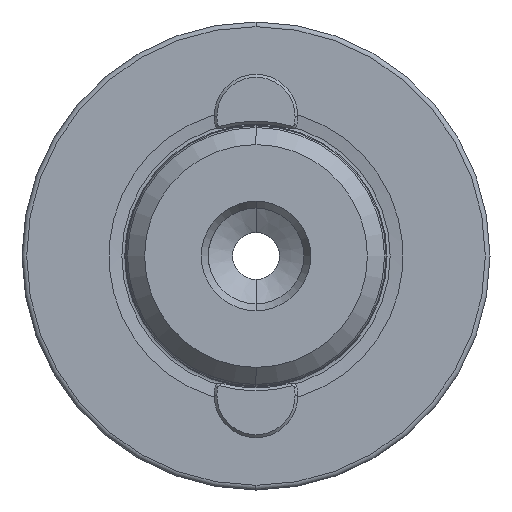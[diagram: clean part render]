
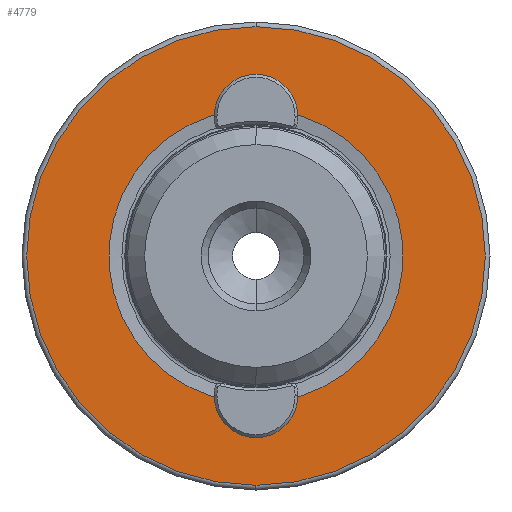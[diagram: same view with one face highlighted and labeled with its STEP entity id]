
A CAD part, left-side view. The second image highlights one B-rep face of the part: STEP entity #4779.
In plain terms, the highlighted planar face has unit normal (-1, 0, 0).
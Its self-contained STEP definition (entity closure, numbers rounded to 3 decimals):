
#127 = CARTESIAN_POINT ( 'NONE',  ( 0., 2.118, -15.572 ) ) ;
#175 = DIRECTION ( 'NONE',  ( 0., 0., 1. ) ) ;
#242 = DIRECTION ( 'NONE',  ( -1., 0., 0. ) ) ;
#257 = CARTESIAN_POINT ( 'NONE',  ( 0., 0., 0. ) ) ;
#493 = CIRCLE ( 'NONE', #1553, 2.5 ) ;
#580 = CARTESIAN_POINT ( 'NONE',  ( 0., 2.118, 15.572 ) ) ;
#635 = VERTEX_POINT ( 'NONE', #679 ) ;
#664 = DIRECTION ( 'NONE',  ( 0., 0., 1. ) ) ;
#679 = CARTESIAN_POINT ( 'NONE',  ( 0., 0., -24.5 ) ) ;
#717 = DIRECTION ( 'NONE',  ( -1., 0., 0. ) ) ;
#744 = CARTESIAN_POINT ( 'NONE',  ( 0., -2.118, -15.572 ) ) ;
#750 = ORIENTED_EDGE ( 'NONE', *, *, #4422, .F. ) ;
#760 = CARTESIAN_POINT ( 'NONE',  ( 0., 0., -16.9 ) ) ;
#805 = ORIENTED_EDGE ( 'NONE', *, *, #4552, .F. ) ;
#832 = CIRCLE ( 'NONE', #2427, 2.5 ) ;
#834 = DIRECTION ( 'NONE',  ( 0., 0., 1. ) ) ;
#849 = DIRECTION ( 'NONE',  ( -1., 0., 0. ) ) ;
#855 = ORIENTED_EDGE ( 'NONE', *, *, #2322, .F. ) ;
#867 = ORIENTED_EDGE ( 'NONE', *, *, #4000, .F. ) ;
#901 = CARTESIAN_POINT ( 'NONE',  ( 0., 0., 0. ) ) ;
#923 = ORIENTED_EDGE ( 'NONE', *, *, #2594, .F. ) ;
#933 = ORIENTED_EDGE ( 'NONE', *, *, #4674, .F. ) ;
#988 = FACE_OUTER_BOUND ( 'NONE', #4252, .T. ) ;
#989 = ORIENTED_EDGE ( 'NONE', *, *, #3871, .T. ) ;
#1001 = FACE_BOUND ( 'NONE', #4065, .T. ) ;
#1002 = ORIENTED_EDGE ( 'NONE', *, *, #4748, .T. ) ;
#1043 = VERTEX_POINT ( 'NONE', #744 ) ;
#1255 = CIRCLE ( 'NONE', #3230, 2.5 ) ;
#1325 = DIRECTION ( 'NONE',  ( 0., 0., 1. ) ) ;
#1463 = CARTESIAN_POINT ( 'NONE',  ( 0., 0., 24.5 ) ) ;
#1553 = AXIS2_PLACEMENT_3D ( 'NONE', #2912, #3063, #3146 ) ;
#1578 = CIRCLE ( 'NONE', #3620, 15.715 ) ;
#1637 = CARTESIAN_POINT ( 'NONE',  ( 0., 0., 16.9 ) ) ;
#1646 = DIRECTION ( 'NONE',  ( -1., 0., 0. ) ) ;
#1675 = DIRECTION ( 'NONE',  ( 0., 0., 1. ) ) ;
#1799 = CARTESIAN_POINT ( 'NONE',  ( 0., 0., -19.4 ) ) ;
#1906 = VERTEX_POINT ( 'NONE', #580 ) ;
#1948 = CARTESIAN_POINT ( 'NONE',  ( 0., -2.118, 15.572 ) ) ;
#2245 = CIRCLE ( 'NONE', #3115, 24.5 ) ;
#2322 = EDGE_CURVE ( 'NONE', #3247, #2973, #832, .T. ) ;
#2427 = AXIS2_PLACEMENT_3D ( 'NONE', #1637, #1646, #1675 ) ;
#2594 = EDGE_CURVE ( 'NONE', #4331, #1043, #493, .T. ) ;
#2631 = DIRECTION ( 'NONE',  ( 0., 0., 1. ) ) ;
#2647 = DIRECTION ( 'NONE',  ( -1., 0., 0. ) ) ;
#2680 = CIRCLE ( 'NONE', #4166, 15.715 ) ;
#2731 = CIRCLE ( 'NONE', #3422, 2.5 ) ;
#2749 = CARTESIAN_POINT ( 'NONE',  ( 0., 0., 16.9 ) ) ;
#2912 = CARTESIAN_POINT ( 'NONE',  ( 0., 0., -16.9 ) ) ;
#2966 = AXIS2_PLACEMENT_3D ( 'NONE', #4125, #3693, #3703 ) ;
#2973 = VERTEX_POINT ( 'NONE', #4060 ) ;
#3024 = CARTESIAN_POINT ( 'NONE',  ( 0., 0., 0. ) ) ;
#3041 = DIRECTION ( 'NONE',  ( -1., 0., 0. ) ) ;
#3058 = DIRECTION ( 'NONE',  ( 0., 0., 1. ) ) ;
#3063 = DIRECTION ( 'NONE',  ( -1., 0., 0. ) ) ;
#3115 = AXIS2_PLACEMENT_3D ( 'NONE', #3024, #3041, #3058 ) ;
#3146 = DIRECTION ( 'NONE',  ( 0., 0., 1. ) ) ;
#3230 = AXIS2_PLACEMENT_3D ( 'NONE', #760, #717, #664 ) ;
#3247 = VERTEX_POINT ( 'NONE', #1948 ) ;
#3301 = CIRCLE ( 'NONE', #4465, 24.5 ) ;
#3378 = PLANE ( 'NONE',  #2966 ) ;
#3422 = AXIS2_PLACEMENT_3D ( 'NONE', #2749, #2647, #2631 ) ;
#3620 = AXIS2_PLACEMENT_3D ( 'NONE', #257, #242, #175 ) ;
#3693 = DIRECTION ( 'NONE',  ( 1., 0., 0. ) ) ;
#3703 = DIRECTION ( 'NONE',  ( 0., 0., -1. ) ) ;
#3832 = VERTEX_POINT ( 'NONE', #1463 ) ;
#3871 = EDGE_CURVE ( 'NONE', #3832, #635, #3301, .T. ) ;
#4000 = EDGE_CURVE ( 'NONE', #1043, #3247, #2680, .T. ) ;
#4060 = CARTESIAN_POINT ( 'NONE',  ( 0., 0., 19.4 ) ) ;
#4065 = EDGE_LOOP ( 'NONE', ( #750, #805, #855, #867, #923, #933 ) ) ;
#4125 = CARTESIAN_POINT ( 'NONE',  ( 0., 0., -15.715 ) ) ;
#4166 = AXIS2_PLACEMENT_3D ( 'NONE', #4437, #4587, #1325 ) ;
#4252 = EDGE_LOOP ( 'NONE', ( #989, #1002 ) ) ;
#4331 = VERTEX_POINT ( 'NONE', #1799 ) ;
#4422 = EDGE_CURVE ( 'NONE', #1906, #4860, #1578, .T. ) ;
#4437 = CARTESIAN_POINT ( 'NONE',  ( 0., 0., 0. ) ) ;
#4465 = AXIS2_PLACEMENT_3D ( 'NONE', #901, #849, #834 ) ;
#4552 = EDGE_CURVE ( 'NONE', #2973, #1906, #2731, .T. ) ;
#4587 = DIRECTION ( 'NONE',  ( -1., 0., 0. ) ) ;
#4674 = EDGE_CURVE ( 'NONE', #4860, #4331, #1255, .T. ) ;
#4748 = EDGE_CURVE ( 'NONE', #635, #3832, #2245, .T. ) ;
#4779 = ADVANCED_FACE ( 'NONE', ( #1001, #988 ), #3378, .F. ) ;
#4860 = VERTEX_POINT ( 'NONE', #127 ) ;
